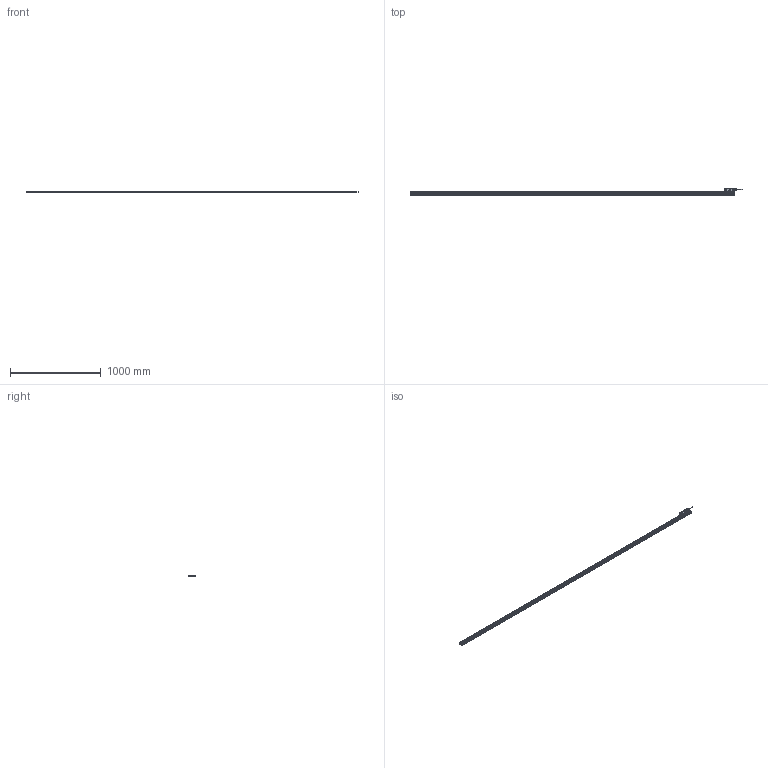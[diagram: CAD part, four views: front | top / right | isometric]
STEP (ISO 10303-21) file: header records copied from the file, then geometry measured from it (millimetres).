
FILE_DESCRIPTION(('CATIA V5 STEP','CAx-IF Rec.Pracs.--- Model Styling and Organization---1.4--- 2014-01-23'),'2;1');
FILE_NAME('SQ57-347-L.stp','2021-01-04T06:56:49+00:00',('none'),('none'),'CATIA Version 5-6 Release 2017 SP5','CATIA V5 STEP AP214','none');
FILE_SCHEMA(('AUTOMOTIVE_DESIGN { 1 0 10303 214 1 1 1 1 }'));
Products named in the file (4): SQ57-347-L; Head ASSY L; Scale cover 3470; Scale base 3470
Assembly tree (3 placements, depth 2):
  SQ57-347-L
    Head ASSY L
    Scale cover 3470
    Scale base 3470
Bounding box: 3660.5 x 77 x 20 mm (x, y, z)
Volume: 1768832.6 mm3; surface area: 1276651.9 mm2
Topology: 3 solids, 36 shells, 5274 faces, 13697 edges, 8720 vertices
Faces by surface type: cone 1819, plane 1471, cylinder 1249, bspline 515, torus 175, sphere 34, extrusion 11
Entity records: 177353 total; most frequent: CARTESIAN_POINT 61326, ORIENTED_EDGE 27290, DIRECTION 17671, EDGE_CURVE 13645, VERTEX_POINT 8720, AXIS2_PLACEMENT_3D 8648, VECTOR 5887, LINE 5876
